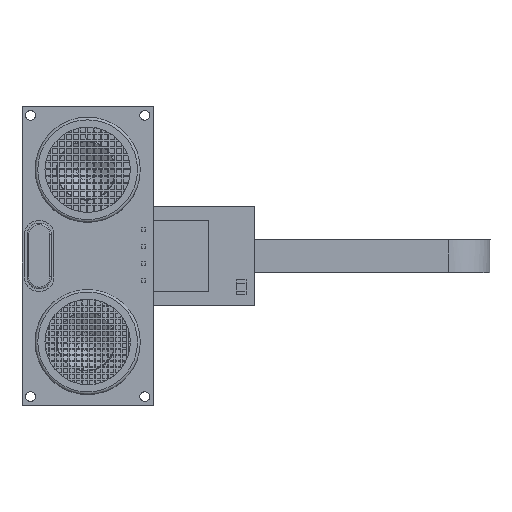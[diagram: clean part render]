
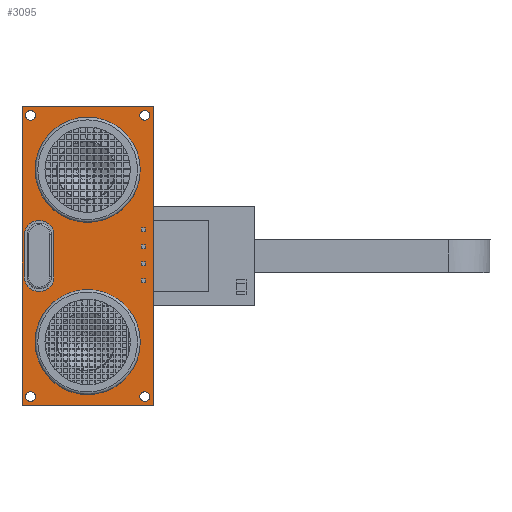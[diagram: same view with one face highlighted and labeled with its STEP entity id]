
A CAD part, top view. The second image highlights one B-rep face of the part: STEP entity #3095.
In plain terms, the highlighted planar face has unit normal (0, 0, 1).
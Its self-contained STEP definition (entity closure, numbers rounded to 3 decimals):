
#2527 = EDGE_CURVE('',#2528,#2528,#2530,.T.);
#2528 = VERTEX_POINT('',#2529);
#2529 = CARTESIAN_POINT('',(-18.1,-14.675,
    6.61));
#2530 = CIRCLE('',#2531,0.75);
#2531 = AXIS2_PLACEMENT_3D('',#2532,#2533,#2534);
#2532 = CARTESIAN_POINT('',(-18.1,-13.925,
    6.61));
#2533 = DIRECTION('',(0.,0.,-1.));
#2534 = DIRECTION('',(0.,1.,0.));
#2559 = EDGE_CURVE('',#2560,#2560,#2562,.T.);
#2560 = VERTEX_POINT('',#2561);
#2561 = CARTESIAN_POINT('',(-0.7,28.175,
    6.61));
#2562 = CIRCLE('',#2563,0.75);
#2563 = AXIS2_PLACEMENT_3D('',#2564,#2565,#2566);
#2564 = CARTESIAN_POINT('',(-0.7,28.925,
    6.61));
#2565 = DIRECTION('',(0.,0.,-1.));
#2566 = DIRECTION('',(0.,1.,0.));
#2591 = EDGE_CURVE('',#2592,#2592,#2594,.T.);
#2592 = VERTEX_POINT('',#2593);
#2593 = CARTESIAN_POINT('',(-9.4,12.62,
    6.61));
#2594 = CIRCLE('',#2595,8.);
#2595 = AXIS2_PLACEMENT_3D('',#2596,#2597,#2598);
#2596 = CARTESIAN_POINT('',(-9.4,20.62,
    6.61));
#2597 = DIRECTION('',(0.,0.,-1.));
#2598 = DIRECTION('',(0.,1.,0.));
#2634 = VERTEX_POINT('',#2635);
#2635 = CARTESIAN_POINT('',(-16.836,2.1,6.61
    ));
#2641 = EDGE_CURVE('',#2642,#2634,#2644,.T.);
#2642 = VERTEX_POINT('',#2643);
#2643 = CARTESIAN_POINT('',(-16.736,2.1,6.61
    ));
#2644 = LINE('',#2645,#2646);
#2645 = CARTESIAN_POINT('',(-16.736,2.1,6.61
    ));
#2646 = VECTOR('',#2647,1.);
#2647 = DIRECTION('',(-1.,0.,0.));
#2666 = VERTEX_POINT('',#2667);
#2667 = CARTESIAN_POINT('',(-14.536,4.3,
    6.61));
#2673 = EDGE_CURVE('',#2666,#2642,#2674,.T.);
#2674 = CIRCLE('',#2675,2.2);
#2675 = AXIS2_PLACEMENT_3D('',#2676,#2677,#2678);
#2676 = CARTESIAN_POINT('',(-16.736,4.3,
    6.61));
#2677 = DIRECTION('',(0.,0.,-1.));
#2678 = DIRECTION('',(0.,-1.,0.));
#2705 = EDGE_CURVE('',#2706,#2666,#2708,.T.);
#2706 = VERTEX_POINT('',#2707);
#2707 = CARTESIAN_POINT('',(-14.536,10.7,
    6.61));
#2708 = LINE('',#2709,#2710);
#2709 = CARTESIAN_POINT('',(-14.536,10.7,
    6.61));
#2710 = VECTOR('',#2711,1.);
#2711 = DIRECTION('',(0.,-1.,0.));
#2730 = VERTEX_POINT('',#2731);
#2731 = CARTESIAN_POINT('',(-16.736,12.9,
    6.61));
#2737 = EDGE_CURVE('',#2730,#2706,#2738,.T.);
#2738 = CIRCLE('',#2739,2.2);
#2739 = AXIS2_PLACEMENT_3D('',#2740,#2741,#2742);
#2740 = CARTESIAN_POINT('',(-16.736,10.7,
    6.61));
#2741 = DIRECTION('',(0.,0.,-1.));
#2742 = DIRECTION('',(1.,0.,0.));
#2769 = EDGE_CURVE('',#2770,#2730,#2772,.T.);
#2770 = VERTEX_POINT('',#2771);
#2771 = CARTESIAN_POINT('',(-16.836,12.9,
    6.61));
#2772 = LINE('',#2773,#2774);
#2773 = CARTESIAN_POINT('',(-16.836,12.9,
    6.61));
#2774 = VECTOR('',#2775,1.);
#2775 = DIRECTION('',(1.,0.,0.));
#2794 = VERTEX_POINT('',#2795);
#2795 = CARTESIAN_POINT('',(-19.036,10.7,
    6.61));
#2801 = EDGE_CURVE('',#2794,#2770,#2802,.T.);
#2802 = CIRCLE('',#2803,2.2);
#2803 = AXIS2_PLACEMENT_3D('',#2804,#2805,#2806);
#2804 = CARTESIAN_POINT('',(-16.836,10.7,
    6.61));
#2805 = DIRECTION('',(0.,0.,-1.));
#2806 = DIRECTION('',(0.,1.,0.));
#2833 = EDGE_CURVE('',#2834,#2794,#2836,.T.);
#2834 = VERTEX_POINT('',#2835);
#2835 = CARTESIAN_POINT('',(-19.036,4.3,
    6.61));
#2836 = LINE('',#2837,#2838);
#2837 = CARTESIAN_POINT('',(-19.036,4.3,
    6.61));
#2838 = VECTOR('',#2839,1.);
#2839 = DIRECTION('',(0.,1.,0.));
#2856 = EDGE_CURVE('',#2634,#2834,#2857,.T.);
#2857 = CIRCLE('',#2858,2.2);
#2858 = AXIS2_PLACEMENT_3D('',#2859,#2860,#2861);
#2859 = CARTESIAN_POINT('',(-16.836,4.3,
    6.61));
#2860 = DIRECTION('',(0.,0.,-1.));
#2861 = DIRECTION('',(-1.,0.,0.));
#2879 = EDGE_CURVE('',#2880,#2880,#2882,.T.);
#2880 = VERTEX_POINT('',#2881);
#2881 = CARTESIAN_POINT('',(-18.1,28.175,
    6.61));
#2882 = CIRCLE('',#2883,0.75);
#2883 = AXIS2_PLACEMENT_3D('',#2884,#2885,#2886);
#2884 = CARTESIAN_POINT('',(-18.1,28.925,
    6.61));
#2885 = DIRECTION('',(0.,0.,-1.));
#2886 = DIRECTION('',(0.,1.,0.));
#2911 = EDGE_CURVE('',#2912,#2912,#2914,.T.);
#2912 = VERTEX_POINT('',#2913);
#2913 = CARTESIAN_POINT('',(-0.7,-14.675,
    6.61));
#2914 = CIRCLE('',#2915,0.75);
#2915 = AXIS2_PLACEMENT_3D('',#2916,#2917,#2918);
#2916 = CARTESIAN_POINT('',(-0.7,-13.925,
    6.61));
#2917 = DIRECTION('',(0.,0.,-1.));
#2918 = DIRECTION('',(0.,1.,0.));
#2943 = EDGE_CURVE('',#2944,#2944,#2946,.T.);
#2944 = VERTEX_POINT('',#2945);
#2945 = CARTESIAN_POINT('',(-9.4,-13.62,
    6.61));
#2946 = CIRCLE('',#2947,8.);
#2947 = AXIS2_PLACEMENT_3D('',#2948,#2949,#2950);
#2948 = CARTESIAN_POINT('',(-9.4,-5.62,
    6.61));
#2949 = DIRECTION('',(0.,0.,-1.));
#2950 = DIRECTION('',(0.,1.,0.));
#2986 = VERTEX_POINT('',#2987);
#2987 = CARTESIAN_POINT('',(0.6,-15.225,6.61
    ));
#2993 = EDGE_CURVE('',#2994,#2986,#2996,.T.);
#2994 = VERTEX_POINT('',#2995);
#2995 = CARTESIAN_POINT('',(-19.4,-15.225,
    6.61));
#2996 = LINE('',#2997,#2998);
#2997 = CARTESIAN_POINT('',(0.6,-15.225,6.61
    ));
#2998 = VECTOR('',#2999,1.);
#2999 = DIRECTION('',(1.,0.,0.));
#3024 = EDGE_CURVE('',#3025,#2994,#3027,.T.);
#3025 = VERTEX_POINT('',#3026);
#3026 = CARTESIAN_POINT('',(-19.4,30.225,
    6.61));
#3027 = LINE('',#3028,#3029);
#3028 = CARTESIAN_POINT('',(-19.4,-15.225,
    6.61));
#3029 = VECTOR('',#3030,1.);
#3030 = DIRECTION('',(0.,-1.,0.));
#3055 = EDGE_CURVE('',#3056,#3025,#3058,.T.);
#3056 = VERTEX_POINT('',#3057);
#3057 = CARTESIAN_POINT('',(0.6,30.225,
    6.61));
#3058 = LINE('',#3059,#3060);
#3059 = CARTESIAN_POINT('',(-19.4,30.225,
    6.61));
#3060 = VECTOR('',#3061,1.);
#3061 = DIRECTION('',(-1.,0.,0.));
#3084 = EDGE_CURVE('',#2986,#3056,#3085,.T.);
#3085 = LINE('',#3086,#3087);
#3086 = CARTESIAN_POINT('',(0.6,30.225,
    6.61));
#3087 = VECTOR('',#3088,1.);
#3088 = DIRECTION('',(0.,1.,0.));
#3095 = ADVANCED_FACE('',(#3096,#3102,#3105,#3108,#3111,#3121,#3124,
    #3127),#3130,.T.);
#3096 = FACE_BOUND('',#3097,.T.);
#3097 = EDGE_LOOP('',(#3098,#3099,#3100,#3101));
#3098 = ORIENTED_EDGE('',*,*,#3084,.T.);
#3099 = ORIENTED_EDGE('',*,*,#3055,.T.);
#3100 = ORIENTED_EDGE('',*,*,#3024,.T.);
#3101 = ORIENTED_EDGE('',*,*,#2993,.T.);
#3102 = FACE_BOUND('',#3103,.T.);
#3103 = EDGE_LOOP('',(#3104));
#3104 = ORIENTED_EDGE('',*,*,#2943,.T.);
#3105 = FACE_BOUND('',#3106,.T.);
#3106 = EDGE_LOOP('',(#3107));
#3107 = ORIENTED_EDGE('',*,*,#2911,.T.);
#3108 = FACE_BOUND('',#3109,.T.);
#3109 = EDGE_LOOP('',(#3110));
#3110 = ORIENTED_EDGE('',*,*,#2879,.T.);
#3111 = FACE_BOUND('',#3112,.T.);
#3112 = EDGE_LOOP('',(#3113,#3114,#3115,#3116,#3117,#3118,#3119,#3120));
#3113 = ORIENTED_EDGE('',*,*,#2856,.T.);
#3114 = ORIENTED_EDGE('',*,*,#2833,.T.);
#3115 = ORIENTED_EDGE('',*,*,#2801,.T.);
#3116 = ORIENTED_EDGE('',*,*,#2769,.T.);
#3117 = ORIENTED_EDGE('',*,*,#2737,.T.);
#3118 = ORIENTED_EDGE('',*,*,#2705,.T.);
#3119 = ORIENTED_EDGE('',*,*,#2673,.T.);
#3120 = ORIENTED_EDGE('',*,*,#2641,.T.);
#3121 = FACE_BOUND('',#3122,.T.);
#3122 = EDGE_LOOP('',(#3123));
#3123 = ORIENTED_EDGE('',*,*,#2591,.T.);
#3124 = FACE_BOUND('',#3125,.T.);
#3125 = EDGE_LOOP('',(#3126));
#3126 = ORIENTED_EDGE('',*,*,#2559,.T.);
#3127 = FACE_BOUND('',#3128,.T.);
#3128 = EDGE_LOOP('',(#3129));
#3129 = ORIENTED_EDGE('',*,*,#2527,.T.);
#3130 = PLANE('',#3131);
#3131 = AXIS2_PLACEMENT_3D('',#3132,#3133,#3134);
#3132 = CARTESIAN_POINT('',(-9.4,7.5,
    6.61));
#3133 = DIRECTION('',(0.,0.,1.));
#3134 = DIRECTION('',(0.,1.,0.));
